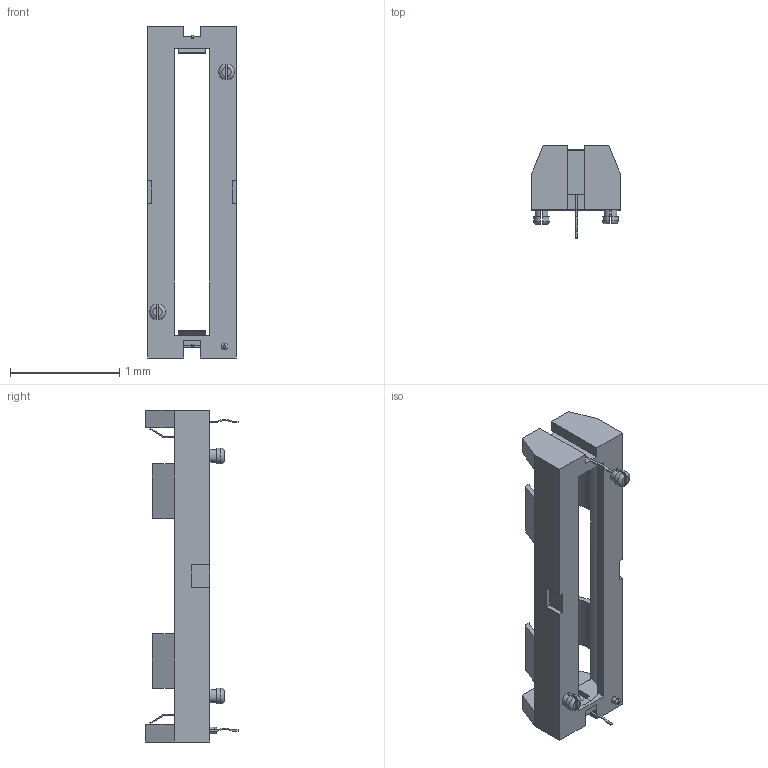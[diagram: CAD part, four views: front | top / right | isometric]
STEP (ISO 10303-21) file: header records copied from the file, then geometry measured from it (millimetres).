
FILE_DESCRIPTION (( 'STEP AP214' ), '1' );
FILE_NAME ('1043.STEP', '2021-10-26T12:29:40', ( '' ), ( '' ), 'SwSTEP 2.0', 'SolidWorks 2018', '' );
FILE_SCHEMA (( 'AUTOMOTIVE_DESIGN' ));
Length unit declared in the file: millimetre
Products named in the file (2): 1043
Bounding box: 0.81 x 0.85 x 3.03 mm (x, y, z)
Volume: 0.4 mm3; surface area: 10 mm2
Topology: 12 solids, 12 shells, 177 faces, 424 edges, 270 vertices
Faces by surface type: plane 144, cylinder 27, torus 6
Entity records: 7251 total; most frequent: CARTESIAN_POINT 1029, ORIENTED_EDGE 848, DIRECTION 824, EDGE_CURVE 424, VECTOR 350, LINE 350, VERTEX_POINT 270, AXIS2_PLACEMENT_3D 237
